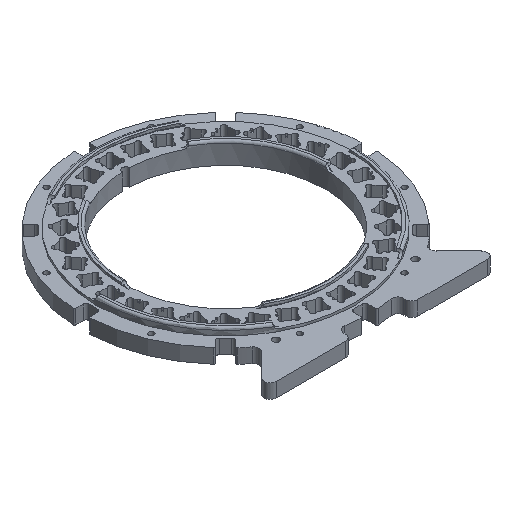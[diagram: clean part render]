
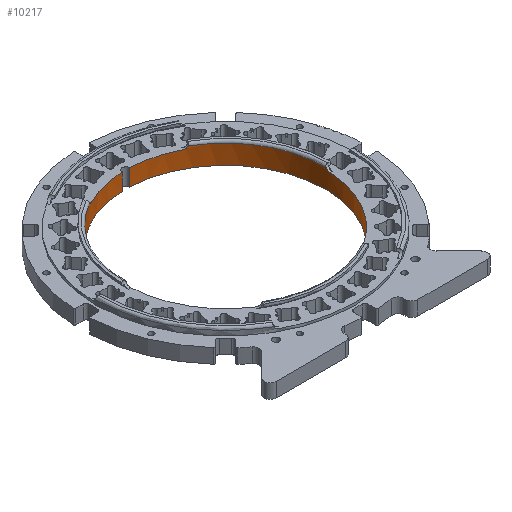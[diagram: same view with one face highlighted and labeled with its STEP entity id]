
A CAD part, isometric view. The second image highlights one B-rep face of the part: STEP entity #10217.
In plain terms, the highlighted cylindrical face has radius 83 mm (diameter 166 mm), a partial arc.
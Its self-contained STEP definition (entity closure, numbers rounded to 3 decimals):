
#35=B_SPLINE_CURVE_WITH_KNOTS('',3,(#15644,#15645,#15646,#15647,#15648,
#15649,#15650,#15651),.UNSPECIFIED.,.F.,.F.,(4,2,2,4),(1.406,
1.508,1.658,1.809),.UNSPECIFIED.);
#39=B_SPLINE_CURVE_WITH_KNOTS('',3,(#15686,#15687,#15688,#15689,#15690,
#15691,#15692,#15693),.UNSPECIFIED.,.F.,.F.,(4,2,2,4),(0.603,
0.754,0.905,1.006),.UNSPECIFIED.);
#55=B_SPLINE_CURVE_WITH_KNOTS('',3,(#15864,#15865,#15866,#15867,#15868,
#15869,#15870,#15871),.UNSPECIFIED.,.F.,.F.,(4,2,2,4),(1.406,
1.508,1.658,1.809),.UNSPECIFIED.);
#59=B_SPLINE_CURVE_WITH_KNOTS('',3,(#15906,#15907,#15908,#15909,#15910,
#15911,#15912,#15913),.UNSPECIFIED.,.F.,.F.,(4,2,2,4),(0.603,
0.754,0.905,1.006),.UNSPECIFIED.);
#75=B_SPLINE_CURVE_WITH_KNOTS('',3,(#16134,#16135,#16136,#16137,#16138,
#16139,#16140,#16141),.UNSPECIFIED.,.F.,.F.,(4,2,2,4),(1.406,
1.508,1.658,1.809),.UNSPECIFIED.);
#79=B_SPLINE_CURVE_WITH_KNOTS('',3,(#16176,#16177,#16178,#16179,#16180,
#16181,#16182,#16183),.UNSPECIFIED.,.F.,.F.,(4,2,2,4),(0.603,
0.754,0.905,1.006),.UNSPECIFIED.);
#916=FACE_OUTER_BOUND('',#1560,.T.);
#1560=EDGE_LOOP('',(#9098,#9099,#9100,#9101,#9102,#9103,#9104,#9105,#9106,
#9107,#9108,#9109,#9110,#9111,#9112,#9113));
#1634=LINE('',#14510,#2503);
#1635=LINE('',#14513,#2504);
#2503=VECTOR('',#11419,10.);
#2504=VECTOR('',#11422,10.);
#3472=CIRCLE('',#10405,83.);
#3481=CIRCLE('',#10415,83.);
#3483=CIRCLE('',#10417,83.);
#3485=CIRCLE('',#10419,83.);
#3487=CIRCLE('',#10421,83.);
#3673=CIRCLE('',#10646,83.);
#3686=CIRCLE('',#10671,83.);
#3698=CIRCLE('',#10699,83.);
#3946=VERTEX_POINT('',#14506);
#3947=VERTEX_POINT('',#14507);
#3948=VERTEX_POINT('',#14509);
#3949=VERTEX_POINT('',#14511);
#4092=VERTEX_POINT('',#14801);
#4095=VERTEX_POINT('',#14807);
#4096=VERTEX_POINT('',#14809);
#4099=VERTEX_POINT('',#14815);
#4100=VERTEX_POINT('',#14817);
#4103=VERTEX_POINT('',#14823);
#4457=VERTEX_POINT('',#15631);
#4461=VERTEX_POINT('',#15685);
#4481=VERTEX_POINT('',#15851);
#4485=VERTEX_POINT('',#15905);
#4506=VERTEX_POINT('',#16121);
#4510=VERTEX_POINT('',#16175);
#4949=EDGE_CURVE('',#3948,#3946,#1634,.T.);
#4951=EDGE_CURVE('',#3947,#3949,#1635,.T.);
#5080=EDGE_CURVE('',#3947,#3946,#3472,.T.);
#5095=EDGE_CURVE('',#4092,#3948,#3481,.T.);
#5099=EDGE_CURVE('',#4096,#4095,#3483,.T.);
#5103=EDGE_CURVE('',#4100,#4099,#3485,.T.);
#5107=EDGE_CURVE('',#3949,#4103,#3487,.T.);
#5482=EDGE_CURVE('',#4103,#4457,#35,.F.);
#5487=EDGE_CURVE('',#4100,#4461,#39,.T.);
#5510=EDGE_CURVE('',#4095,#4481,#55,.F.);
#5515=EDGE_CURVE('',#4092,#4485,#59,.T.);
#5537=EDGE_CURVE('',#4457,#4461,#3673,.T.);
#5550=EDGE_CURVE('',#4481,#4485,#3686,.T.);
#5563=EDGE_CURVE('',#4099,#4506,#75,.F.);
#5568=EDGE_CURVE('',#4096,#4510,#79,.T.);
#5590=EDGE_CURVE('',#4506,#4510,#3698,.T.);
#9098=ORIENTED_EDGE('',*,*,#4949,.T.);
#9099=ORIENTED_EDGE('',*,*,#5080,.F.);
#9100=ORIENTED_EDGE('',*,*,#4951,.T.);
#9101=ORIENTED_EDGE('',*,*,#5107,.T.);
#9102=ORIENTED_EDGE('',*,*,#5482,.T.);
#9103=ORIENTED_EDGE('',*,*,#5537,.T.);
#9104=ORIENTED_EDGE('',*,*,#5487,.F.);
#9105=ORIENTED_EDGE('',*,*,#5103,.T.);
#9106=ORIENTED_EDGE('',*,*,#5563,.T.);
#9107=ORIENTED_EDGE('',*,*,#5590,.T.);
#9108=ORIENTED_EDGE('',*,*,#5568,.F.);
#9109=ORIENTED_EDGE('',*,*,#5099,.T.);
#9110=ORIENTED_EDGE('',*,*,#5510,.T.);
#9111=ORIENTED_EDGE('',*,*,#5550,.T.);
#9112=ORIENTED_EDGE('',*,*,#5515,.F.);
#9113=ORIENTED_EDGE('',*,*,#5095,.T.);
#9706=CYLINDRICAL_SURFACE('',#11313,83.);
#10217=ADVANCED_FACE('',(#916),#9706,.F.);
#10405=AXIS2_PLACEMENT_3D('',#14771,#11651,#11652);
#10415=AXIS2_PLACEMENT_3D('',#14802,#11677,#11678);
#10417=AXIS2_PLACEMENT_3D('',#14810,#11683,#11684);
#10419=AXIS2_PLACEMENT_3D('',#14818,#11689,#11690);
#10421=AXIS2_PLACEMENT_3D('',#14825,#11695,#11696);
#10646=AXIS2_PLACEMENT_3D('',#16012,#12349,#12350);
#10671=AXIS2_PLACEMENT_3D('',#16038,#12399,#12400);
#10699=AXIS2_PLACEMENT_3D('',#16282,#12463,#12464);
#11313=AXIS2_PLACEMENT_3D('',#17798,#14222,#14223);
#11419=DIRECTION('',(0.,0.,-1.));
#11422=DIRECTION('',(0.,0.,1.));
#11651=DIRECTION('center_axis',(0.,0.,1.));
#11652=DIRECTION('ref_axis',(1.,0.,0.));
#11677=DIRECTION('center_axis',(0.,0.,1.));
#11678=DIRECTION('ref_axis',(1.,0.,0.));
#11683=DIRECTION('center_axis',(0.,0.,1.));
#11684=DIRECTION('ref_axis',(1.,0.,0.));
#11689=DIRECTION('center_axis',(0.,0.,1.));
#11690=DIRECTION('ref_axis',(1.,0.,0.));
#11695=DIRECTION('center_axis',(0.,0.,1.));
#11696=DIRECTION('ref_axis',(1.,0.,0.));
#12349=DIRECTION('center_axis',(0.,0.,1.));
#12350=DIRECTION('ref_axis',(-0.5,0.866,0.));
#12399=DIRECTION('center_axis',(0.,0.,1.));
#12400=DIRECTION('ref_axis',(1.,0.,0.));
#12463=DIRECTION('center_axis',(0.,0.,1.));
#12464=DIRECTION('ref_axis',(-0.5,-0.866,0.));
#14222=DIRECTION('center_axis',(0.,0.,1.));
#14223=DIRECTION('ref_axis',(0.,-1.,0.));
#14506=CARTESIAN_POINT('',(3.,82.946,-2.));
#14507=CARTESIAN_POINT('',(-3.,82.946,-2.));
#14509=CARTESIAN_POINT('',(3.,82.946,12.));
#14510=CARTESIAN_POINT('',(3.,82.946,-2.));
#14511=CARTESIAN_POINT('',(-3.,82.946,12.));
#14513=CARTESIAN_POINT('',(-3.,82.946,-2.));
#14771=CARTESIAN_POINT('Origin',(0.,0.,-2.));
#14801=CARTESIAN_POINT('',(37.988,73.797,12.));
#14802=CARTESIAN_POINT('Origin',(0.,0.,12.));
#14807=CARTESIAN_POINT('',(82.904,-4.,12.));
#14809=CARTESIAN_POINT('',(44.916,-69.797,12.));
#14810=CARTESIAN_POINT('Origin',(0.,0.,12.));
#14815=CARTESIAN_POINT('',(-44.916,-69.797,12.));
#14817=CARTESIAN_POINT('',(-82.904,-4.,12.));
#14818=CARTESIAN_POINT('Origin',(0.,0.,12.));
#14823=CARTESIAN_POINT('',(-37.988,73.797,12.));
#14825=CARTESIAN_POINT('Origin',(0.,0.,12.));
#15631=CARTESIAN_POINT('',(-41.035,72.147,14.));
#15644=CARTESIAN_POINT('Ctrl Pts',(-41.035,72.147,14.));
#15645=CARTESIAN_POINT('Ctrl Pts',(-40.88,72.235,13.691));
#15646=CARTESIAN_POINT('Ctrl Pts',(-40.69,72.342,13.41));
#15647=CARTESIAN_POINT('Ctrl Pts',(-40.171,72.632,12.816));
#15648=CARTESIAN_POINT('Ctrl Pts',(-39.777,72.849,12.508));
#15649=CARTESIAN_POINT('Ctrl Pts',(-38.909,73.317,12.1));
#15650=CARTESIAN_POINT('Ctrl Pts',(-38.434,73.567,12.));
#15651=CARTESIAN_POINT('Ctrl Pts',(-37.988,73.797,12.));
#15685=CARTESIAN_POINT('',(-82.998,-0.536,14.));
#15686=CARTESIAN_POINT('Ctrl Pts',(-82.904,-4.,
12.));
#15687=CARTESIAN_POINT('Ctrl Pts',(-82.928,-3.498,
12.));
#15688=CARTESIAN_POINT('Ctrl Pts',(-82.949,-2.962,
12.1));
#15689=CARTESIAN_POINT('Ctrl Pts',(-82.978,-1.977,
12.508));
#15690=CARTESIAN_POINT('Ctrl Pts',(-82.987,-1.527,12.816));
#15691=CARTESIAN_POINT('Ctrl Pts',(-82.995,-0.933,
13.41));
#15692=CARTESIAN_POINT('Ctrl Pts',(-82.997,-0.714,
13.691));
#15693=CARTESIAN_POINT('Ctrl Pts',(-82.998,-0.536,
14.));
#15851=CARTESIAN_POINT('',(82.998,-0.536,14.));
#15864=CARTESIAN_POINT('Ctrl Pts',(82.998,-0.536,
14.));
#15865=CARTESIAN_POINT('Ctrl Pts',(82.997,-0.714,
13.691));
#15866=CARTESIAN_POINT('Ctrl Pts',(82.995,-0.933,13.41));
#15867=CARTESIAN_POINT('Ctrl Pts',(82.987,-1.527,12.816));
#15868=CARTESIAN_POINT('Ctrl Pts',(82.978,-1.977,12.508));
#15869=CARTESIAN_POINT('Ctrl Pts',(82.949,-2.962,12.1));
#15870=CARTESIAN_POINT('Ctrl Pts',(82.928,-3.498,12.));
#15871=CARTESIAN_POINT('Ctrl Pts',(82.904,-4.,12.));
#15905=CARTESIAN_POINT('',(41.035,72.147,14.));
#15906=CARTESIAN_POINT('Ctrl Pts',(37.988,73.797,12.));
#15907=CARTESIAN_POINT('Ctrl Pts',(38.434,73.567,12.));
#15908=CARTESIAN_POINT('Ctrl Pts',(38.909,73.317,12.1));
#15909=CARTESIAN_POINT('Ctrl Pts',(39.777,72.849,12.508));
#15910=CARTESIAN_POINT('Ctrl Pts',(40.171,72.632,12.816));
#15911=CARTESIAN_POINT('Ctrl Pts',(40.69,72.342,13.41));
#15912=CARTESIAN_POINT('Ctrl Pts',(40.88,72.235,13.691));
#15913=CARTESIAN_POINT('Ctrl Pts',(41.035,72.147,14.));
#16012=CARTESIAN_POINT('Origin',(0.,0.,
14.));
#16038=CARTESIAN_POINT('Origin',(0.,0.,
14.));
#16121=CARTESIAN_POINT('',(-41.963,-71.611,14.));
#16134=CARTESIAN_POINT('Ctrl Pts',(-41.963,-71.611,
14.));
#16135=CARTESIAN_POINT('Ctrl Pts',(-42.117,-71.52,
13.691));
#16136=CARTESIAN_POINT('Ctrl Pts',(-42.305,-71.409,
13.41));
#16137=CARTESIAN_POINT('Ctrl Pts',(-42.816,-71.105,
12.816));
#16138=CARTESIAN_POINT('Ctrl Pts',(-43.201,-70.873,12.508));
#16139=CARTESIAN_POINT('Ctrl Pts',(-44.04,-70.354,
12.1));
#16140=CARTESIAN_POINT('Ctrl Pts',(-44.493,-70.069,
12.));
#16141=CARTESIAN_POINT('Ctrl Pts',(-44.916,-69.797,
12.));
#16175=CARTESIAN_POINT('',(41.963,-71.611,14.));
#16176=CARTESIAN_POINT('Ctrl Pts',(44.916,-69.797,12.));
#16177=CARTESIAN_POINT('Ctrl Pts',(44.493,-70.069,12.));
#16178=CARTESIAN_POINT('Ctrl Pts',(44.04,-70.354,12.1));
#16179=CARTESIAN_POINT('Ctrl Pts',(43.201,-70.873,12.508));
#16180=CARTESIAN_POINT('Ctrl Pts',(42.816,-71.105,12.816));
#16181=CARTESIAN_POINT('Ctrl Pts',(42.305,-71.409,13.41));
#16182=CARTESIAN_POINT('Ctrl Pts',(42.117,-71.52,13.691));
#16183=CARTESIAN_POINT('Ctrl Pts',(41.963,-71.611,14.));
#16282=CARTESIAN_POINT('Origin',(0.,0.,
14.));
#17798=CARTESIAN_POINT('Origin',(0.,0.,-2.));
